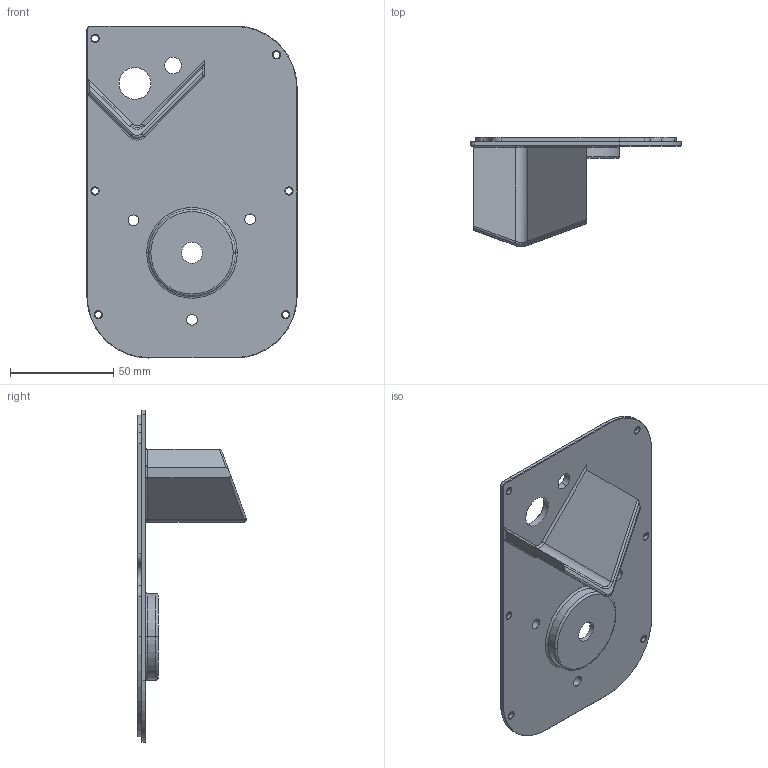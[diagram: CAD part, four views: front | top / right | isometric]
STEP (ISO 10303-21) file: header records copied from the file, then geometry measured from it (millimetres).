
FILE_DESCRIPTION((''),'2;1');
FILE_NAME('SHIELD_INTEGRATED','2021-09-30T13:44:44',('Martin.Waddell'),(''),'CREO PARAMETRIC BY PTC INC, 2021063','CREO PARAMETRIC BY PTC INC, 2021063','');
FILE_SCHEMA(('CONFIG_CONTROL_DESIGN'));
Length unit declared in the file: millimetre
Products named in the file (1): SHIELD_INTEGRATED
Bounding box: 102 x 52.94 x 161 mm (x, y, z)
Volume: 69987.3 mm3; surface area: 41692.8 mm2
Topology: 1 solids, 7 shells, 148 faces, 362 edges, 226 vertices
Faces by surface type: cylinder 71, plane 40, cone 27, torus 8, bspline 2
Entity records: 4606 total; most frequent: CARTESIAN_POINT 919, DIRECTION 825, ORIENTED_EDGE 700, EDGE_CURVE 362, AXIS2_PLACEMENT_3D 328, VERTEX_POINT 226, EDGE_LOOP 182, CIRCLE 181
